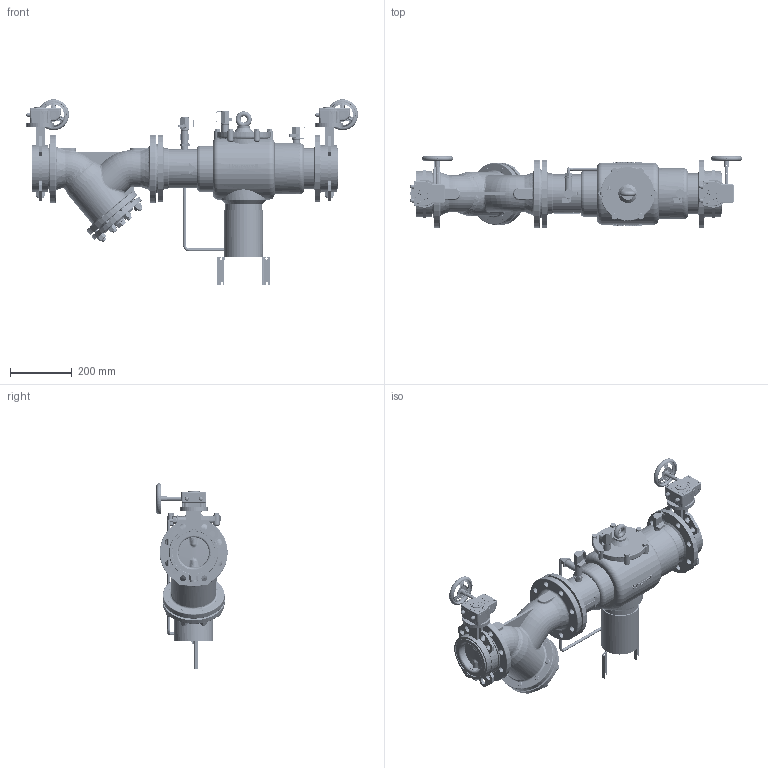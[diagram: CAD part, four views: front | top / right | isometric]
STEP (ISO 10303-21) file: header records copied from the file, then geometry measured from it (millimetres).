
FILE_DESCRIPTION(/* description */ ('no description'),/* implementation_level */ '2;1');
FILE_NAME(/* name */ '1167-100MS.step',/* time_stamp */ '2026-03-11T11:33:53+01:00',/* author */ (''),/* organization */ (''),/* preprocessor_version */ 'ST-DEVELOPER v20.1',/* originating_system */ 'Autodesk Translation Framework v14.24.0.0',/* authorisation */ '');
FILE_SCHEMA (('AUTOMOTIVE_DESIGN { 1 0 10303 214 3 1 1 }'));
Length unit declared in the file: millimetre
Products named in the file (21): 2026-03-11-08-45-53-243; 2026-03-11-08-45-53-243_1; 2026-03-11-08-45-53-244; 2026-03-11-08-45-53-245; 2026-03-11-08-45-53-246; 2026-03-11-08-45-53-247; 2026-03-11-08-45-53-248; 2026-03-11-08-45-53-249; 2026-03-11-08-45-53-250; 2026-03-11-08-45-53-251; 2026-03-11-08-45-53-252; 2026-03-11-08-45-53-253; 2026-03-11-08-45-53-254; 2026-03-11-08-45-53-255; 2026-03-11-08-45-53-256; 2026-03-11-08-46-05-035; 2026-03-10-12-48-19-245; 2026-03-10-12-48-19-246; 2026-03-10-12-48-19-245_1; 2026-03-10-12-48-19-246_1; 2026-03-10-12-48-19-247
Assembly tree (21 placements, depth 4):
  2026-03-11-08-45-53-243
    2026-03-11-08-45-53-243_1
      2026-03-11-08-45-53-244
      2026-03-11-08-45-53-245
      2026-03-11-08-45-53-246
      2026-03-11-08-45-53-247
      2026-03-11-08-45-53-248
      2026-03-11-08-45-53-249
      2026-03-11-08-45-53-250
      2026-03-11-08-45-53-251
      2026-03-11-08-45-53-252
      2026-03-11-08-45-53-253
      2026-03-11-08-45-53-254
      2026-03-11-08-45-53-255
      2026-03-11-08-45-53-256
    2026-03-11-08-46-05-035
    2026-03-10-12-48-19-245
      2026-03-10-12-48-19-246
        2026-03-10-12-48-19-247
    2026-03-10-12-48-19-245_1
      2026-03-10-12-48-19-246_1
        2026-03-10-12-48-19-247
Bounding box: 1072.79 x 231 x 598.99 mm (x, y, z)
Volume: 19967208 mm3; surface area: 1978352.1 mm2
Topology: 38 solids, 62 shells, 7997 faces, 21036 edges, 13427 vertices
Faces by surface type: plane 4533, cylinder 1264, bspline 1115, cone 610, torus 384, sphere 91
Full cylindrical faces by diameter (mm): 2 x8, 2.5 x4, 3 x4, 3.1 x4, 3.5 x4, 4 x4, 4.1 x8, 4.2 x8, 4.917 x8, 5 x12, 5.5 x8, 5.7 x4, 6 x4, 6.5 x8, 6.647 x8, 7 x4, 9 x8, 9.78 x8, 10 x12, 10.5 x8, 12 x8, 13 x4, 13.797 x16, 14 x22, 15 x2, 16 x36, 16.5 x8, 17 x2, 18 x12, 19 x24
Entity records: 373751 total; most frequent: CARTESIAN_POINT 189738, ORIENTED_EDGE 39128, DIRECTION 35628, EDGE_CURVE 19564, VERTEX_POINT 12572, AXIS2_PLACEMENT_3D 11961, LINE 11706, VECTOR 11706
